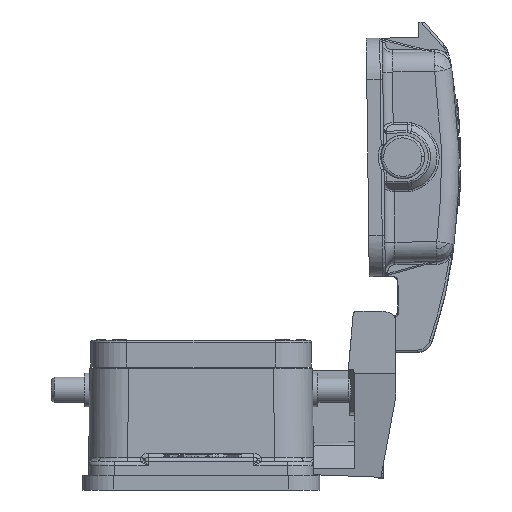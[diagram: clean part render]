
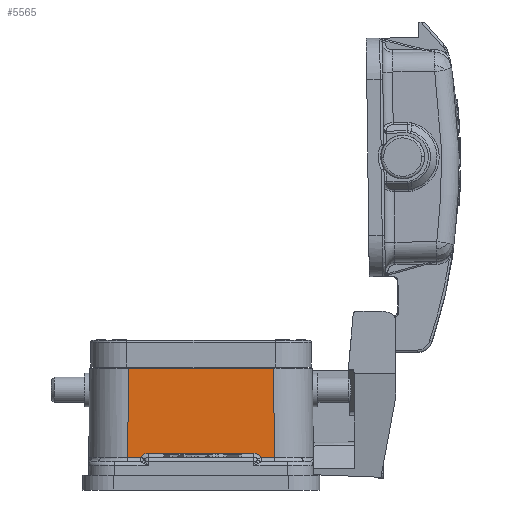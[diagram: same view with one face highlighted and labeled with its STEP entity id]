
A CAD part, left-side view. The second image highlights one B-rep face of the part: STEP entity #5565.
In plain terms, the highlighted planar face has unit normal (-1, 0, 0.009).
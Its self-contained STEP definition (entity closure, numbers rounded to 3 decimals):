
#1194=PLANE('',#21942);
#2238=LINE('',#41027,#3436);
#2243=LINE('',#41091,#3441);
#2259=LINE('',#41210,#3457);
#2309=LINE('',#41900,#3507);
#2310=LINE('',#41907,#3508);
#2311=LINE('',#41908,#3509);
#3436=VECTOR('',#25912,1.);
#3441=VECTOR('',#25921,1.);
#3457=VECTOR('',#25969,1.);
#3507=VECTOR('',#26161,1.);
#3508=VECTOR('',#26164,1.);
#3509=VECTOR('',#26165,1.);
#5565=ADVANCED_FACE('NONE',(#6781),#1194,.T.);
#6781=FACE_OUTER_BOUND('',#8056,.T.);
#8056=EDGE_LOOP('',(#13277,#13278,#13279,#13280,#13281,#13282,#13283,#13284));
#13277=ORIENTED_EDGE('',*,*,#18847,.T.);
#13278=ORIENTED_EDGE('',*,*,#19014,.T.);
#13279=ORIENTED_EDGE('',*,*,#19016,.T.);
#13280=ORIENTED_EDGE('',*,*,#18852,.T.);
#13281=ORIENTED_EDGE('',*,*,#18834,.T.);
#13282=ORIENTED_EDGE('',*,*,#18838,.T.);
#13283=ORIENTED_EDGE('',*,*,#19017,.T.);
#13284=ORIENTED_EDGE('',*,*,#18881,.T.);
#16013=VERTEX_POINT('',#41028);
#16014=VERTEX_POINT('',#41029);
#16017=VERTEX_POINT('',#41058);
#16025=VERTEX_POINT('',#41090);
#16026=VERTEX_POINT('',#41092);
#16029=VERTEX_POINT('',#41120);
#16053=VERTEX_POINT('',#41211);
#16109=VERTEX_POINT('',#41901);
#18834=EDGE_CURVE('NONE',#16013,#16014,#2238,.T.);
#18838=EDGE_CURVE('NONE',#16014,#16017,#20323,.T.);
#18847=EDGE_CURVE('NONE',#16026,#16025,#2243,.T.);
#18852=EDGE_CURVE('NONE',#16029,#16013,#20326,.T.);
#18881=EDGE_CURVE('NONE',#16053,#16026,#2259,.T.);
#19014=EDGE_CURVE('NONE',#16025,#16109,#2309,.T.);
#19016=EDGE_CURVE('NONE',#16109,#16029,#2310,.T.);
#19017=EDGE_CURVE('NONE',#16017,#16053,#2311,.T.);
#20323=B_SPLINE_CURVE_WITH_KNOTS('',3,(#41042,#41043,#41044,#41045,#41046,
#41047,#41048,#41049,#41050,#41051,#41052,#41053,#41054,#41055,#41056,#41057),
 .UNSPECIFIED.,.F.,.F.,(4,1,2,2,2,1,2,2,4),(0.,0.125,0.187,
0.25,0.5,0.625,0.688,
0.75,1.),.UNSPECIFIED.);
#20326=B_SPLINE_CURVE_WITH_KNOTS('',3,(#41104,#41105,#41106,#41107,#41108,
#41109,#41110,#41111,#41112,#41113,#41114,#41115,#41116,#41117,#41118,#41119),
 .UNSPECIFIED.,.F.,.F.,(4,1,2,2,2,1,2,2,4),(0.,0.125,0.188,0.25,
0.5,0.625,0.688,0.75,
1.),.UNSPECIFIED.);
#21942=AXIS2_PLACEMENT_3D('',#41909,#26166,#26167);
#25912=DIRECTION('',(0.,-1.,0.));
#25921=DIRECTION('',(0.,1.,0.));
#25969=DIRECTION('',(0.009,0.009,1.));
#26161=DIRECTION('',(-0.009,0.009,-1.));
#26164=DIRECTION('',(0.,-1.,0.));
#26165=DIRECTION('',(0.,-1.,0.));
#26166=DIRECTION('',(-1.,0.,0.009));
#26167=DIRECTION('',(0.009,0.,1.));
#41027=CARTESIAN_POINT('',(-46.643,23.975,5.593));
#41028=CARTESIAN_POINT('',(-46.643,10.2,5.593));
#41029=CARTESIAN_POINT('',(-46.643,-10.2,5.593));
#41042=CARTESIAN_POINT('',(-46.643,-10.2,5.593));
#41043=CARTESIAN_POINT('',(-46.643,-10.269,5.593));
#41044=CARTESIAN_POINT('',(-46.643,-10.372,5.586));
#41045=CARTESIAN_POINT('',(-46.643,-10.473,5.57));
#41046=CARTESIAN_POINT('',(-46.643,-10.54,5.557));
#41047=CARTESIAN_POINT('',(-46.644,-10.573,5.549));
#41048=CARTESIAN_POINT('',(-46.644,-10.745,5.504));
#41049=CARTESIAN_POINT('',(-46.644,-10.877,5.45));
#41050=CARTESIAN_POINT('',(-46.645,-11.062,5.343));
#41051=CARTESIAN_POINT('',(-46.646,-11.15,5.284));
#41052=CARTESIAN_POINT('',(-46.646,-11.232,5.216));
#41053=CARTESIAN_POINT('',(-46.647,-11.285,5.169));
#41054=CARTESIAN_POINT('',(-46.647,-11.312,5.144));
#41055=CARTESIAN_POINT('',(-46.648,-11.433,5.022));
#41056=CARTESIAN_POINT('',(-46.649,-11.516,4.913));
#41057=CARTESIAN_POINT('',(-46.65,-11.586,4.793));
#41058=CARTESIAN_POINT('',(-46.65,-11.586,4.793));
#41090=CARTESIAN_POINT('',(-46.5,14.,22.));
#41091=CARTESIAN_POINT('',(-46.5,23.975,22.));
#41092=CARTESIAN_POINT('',(-46.5,-14.,22.));
#41104=CARTESIAN_POINT('',(-46.65,11.586,4.793));
#41105=CARTESIAN_POINT('',(-46.65,11.551,4.853));
#41106=CARTESIAN_POINT('',(-46.649,11.494,4.938));
#41107=CARTESIAN_POINT('',(-46.648,11.429,5.018));
#41108=CARTESIAN_POINT('',(-46.648,11.384,5.07));
#41109=CARTESIAN_POINT('',(-46.648,11.362,5.094));
#41110=CARTESIAN_POINT('',(-46.646,11.236,5.221));
#41111=CARTESIAN_POINT('',(-46.646,11.123,5.307));
#41112=CARTESIAN_POINT('',(-46.645,10.938,5.414));
#41113=CARTESIAN_POINT('',(-46.644,10.843,5.461));
#41114=CARTESIAN_POINT('',(-46.644,10.743,5.498));
#41115=CARTESIAN_POINT('',(-46.644,10.676,5.521));
#41116=CARTESIAN_POINT('',(-46.644,10.64,5.532));
#41117=CARTESIAN_POINT('',(-46.643,10.474,5.575));
#41118=CARTESIAN_POINT('',(-46.643,10.338,5.593));
#41119=CARTESIAN_POINT('',(-46.643,10.2,5.593));
#41120=CARTESIAN_POINT('',(-46.65,11.586,4.793));
#41210=CARTESIAN_POINT('',(-46.5,-14.,22.));
#41211=CARTESIAN_POINT('',(-46.65,-14.15,4.793));
#41900=CARTESIAN_POINT('',(-46.5,14.,22.));
#41901=CARTESIAN_POINT('',(-46.65,14.15,4.793));
#41907=CARTESIAN_POINT('',(-46.65,23.975,4.793));
#41908=CARTESIAN_POINT('',(-46.65,23.975,4.793));
#41909=CARTESIAN_POINT('',(-46.5,23.975,22.));
